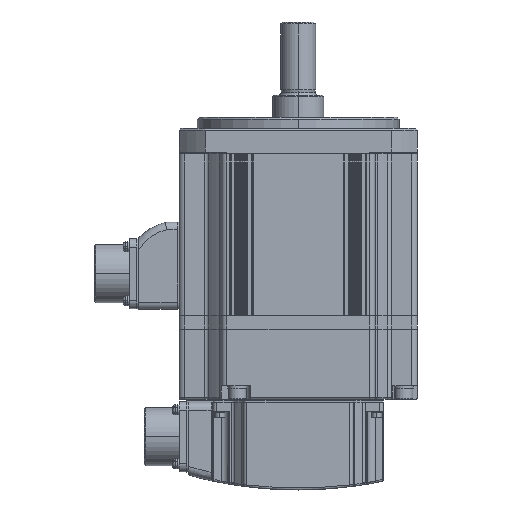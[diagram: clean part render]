
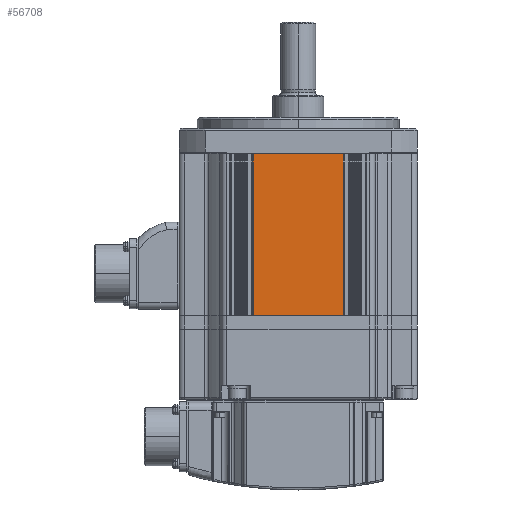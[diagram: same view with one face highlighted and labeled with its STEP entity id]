
A CAD part, left-side view. The second image highlights one B-rep face of the part: STEP entity #56708.
In plain terms, the highlighted planar face has unit normal (-1, 0, 0).
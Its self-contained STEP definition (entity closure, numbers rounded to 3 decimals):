
#142 = EDGE_CURVE ( 'NONE', #95947, #95990, #76869, .T. ) ;
#147 = EDGE_CURVE ( 'NONE', #95947, #95884, #76825, .T. ) ;
#160 = EDGE_CURVE ( 'NONE', #95884, #95963, #76993, .T. ) ;
#189 = EDGE_CURVE ( 'NONE', #95990, #95963, #77097, .T. ) ;
#3738 = CARTESIAN_POINT ( 'NONE',  ( -65., -24.5, -10. ) ) ;
#4859 = CARTESIAN_POINT ( 'NONE',  ( -65., 24.5, -10. ) ) ;
#4881 = CARTESIAN_POINT ( 'NONE',  ( -65., -24.5, -98. ) ) ;
#4886 = CARTESIAN_POINT ( 'NONE',  ( -65., 24.5, -98. ) ) ;
#6795 = EDGE_LOOP ( 'NONE', ( #103076, #103045, #102958, #103060 ) ) ;
#26826 = FACE_OUTER_BOUND ( 'NONE', #6795, .T. ) ;
#26828 = PLANE ( 'NONE',  #90649 ) ;
#26867 = CARTESIAN_POINT ( 'NONE',  ( -65., -24.5, -10. ) ) ;
#26876 = DIRECTION ( 'NONE',  ( 1., 0., 0. ) ) ;
#26884 = DIRECTION ( 'NONE',  ( 0., 0., -1. ) ) ;
#48985 = VECTOR ( 'NONE', #76921, 1000. ) ;
#48987 = VECTOR ( 'NONE', #76865, 1000. ) ;
#49027 = VECTOR ( 'NONE', #76842, 1000. ) ;
#49049 = VECTOR ( 'NONE', #77092, 1000. ) ;
#56708 = ADVANCED_FACE ( 'NONE', ( #26826 ), #26828, .F. ) ;
#76825 = LINE ( 'NONE', #76873, #49027 ) ;
#76842 = DIRECTION ( 'NONE',  ( 0., 0., -1. ) ) ;
#76865 = DIRECTION ( 'NONE',  ( 0., -1., 0. ) ) ;
#76868 = CARTESIAN_POINT ( 'NONE',  ( -65., -24.5, -10. ) ) ;
#76869 = LINE ( 'NONE', #76868, #48987 ) ;
#76873 = CARTESIAN_POINT ( 'NONE',  ( -65., 24.5, -10. ) ) ;
#76921 = DIRECTION ( 'NONE',  ( 0., -1., 0. ) ) ;
#76946 = CARTESIAN_POINT ( 'NONE',  ( -65., -24.5, -98. ) ) ;
#76993 = LINE ( 'NONE', #76946, #48985 ) ;
#77092 = DIRECTION ( 'NONE',  ( 0., 0., -1. ) ) ;
#77097 = LINE ( 'NONE', #77104, #49049 ) ;
#77104 = CARTESIAN_POINT ( 'NONE',  ( -65., -24.5, -10. ) ) ;
#90649 = AXIS2_PLACEMENT_3D ( 'NONE', #26867, #26876, #26884 ) ;
#95884 = VERTEX_POINT ( 'NONE', #4886 ) ;
#95947 = VERTEX_POINT ( 'NONE', #4859 ) ;
#95963 = VERTEX_POINT ( 'NONE', #4881 ) ;
#95990 = VERTEX_POINT ( 'NONE', #3738 ) ;
#102958 = ORIENTED_EDGE ( 'NONE', *, *, #142, .F. ) ;
#103045 = ORIENTED_EDGE ( 'NONE', *, *, #189, .F. ) ;
#103060 = ORIENTED_EDGE ( 'NONE', *, *, #147, .T. ) ;
#103076 = ORIENTED_EDGE ( 'NONE', *, *, #160, .T. ) ;
